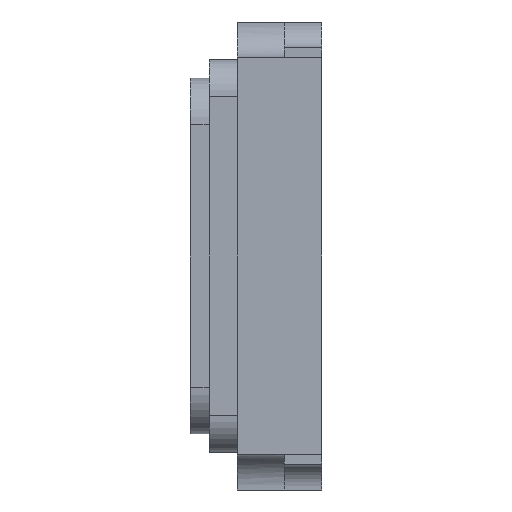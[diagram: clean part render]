
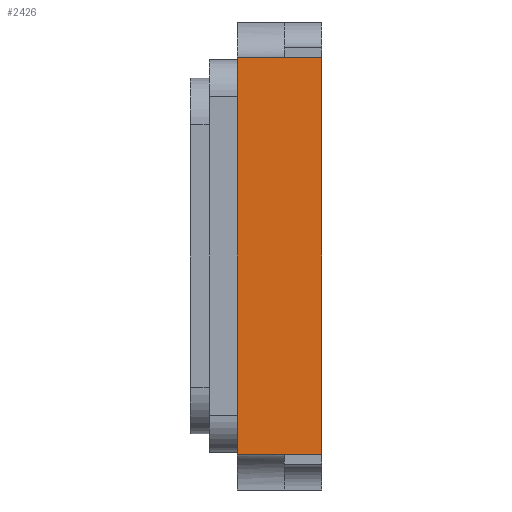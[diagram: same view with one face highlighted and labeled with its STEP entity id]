
A CAD part, left-side view. The second image highlights one B-rep face of the part: STEP entity #2426.
In plain terms, the highlighted planar face has unit normal (-1, 0, 0).
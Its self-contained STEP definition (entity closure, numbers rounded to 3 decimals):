
#160 = VECTOR ( 'NONE', #3722, 1000. ) ;
#497 = VECTOR ( 'NONE', #3534, 1000. ) ;
#669 = CARTESIAN_POINT ( 'NONE',  ( -1.6, 0.45, 1.059 ) ) ;
#680 = CARTESIAN_POINT ( 'NONE',  ( -1.6, 0., -1.059 ) ) ;
#725 = CARTESIAN_POINT ( 'NONE',  ( -1.6, 0.45, 0. ) ) ;
#824 = VERTEX_POINT ( 'NONE', #680 ) ;
#1231 = VECTOR ( 'NONE', #3165, 1000. ) ;
#1470 = EDGE_CURVE ( 'NONE', #1795, #824, #2371, .T. ) ;
#1558 = ORIENTED_EDGE ( 'NONE', *, *, #1950, .F. ) ;
#1575 = VERTEX_POINT ( 'NONE', #2708 ) ;
#1625 = CARTESIAN_POINT ( 'NONE',  ( -1.6, 0.45, -1.059 ) ) ;
#1738 = VECTOR ( 'NONE', #3135, 1000. ) ;
#1795 = VERTEX_POINT ( 'NONE', #3332 ) ;
#1950 = EDGE_CURVE ( 'NONE', #1575, #824, #3718, .T. ) ;
#1974 = ORIENTED_EDGE ( 'NONE', *, *, #4583, .F. ) ;
#2056 = EDGE_LOOP ( 'NONE', ( #1558, #1974, #4475, #3579 ) ) ;
#2371 = LINE ( 'NONE', #1625, #1738 ) ;
#2426 = ADVANCED_FACE ( 'NONE', ( #2449 ), #3147, .T. ) ;
#2449 = FACE_OUTER_BOUND ( 'NONE', #2056, .T. ) ;
#2708 = CARTESIAN_POINT ( 'NONE',  ( -1.6, 0., 1.059 ) ) ;
#3135 = DIRECTION ( 'NONE',  ( 0., -1., 0. ) ) ;
#3147 = PLANE ( 'NONE',  #4321 ) ;
#3165 = DIRECTION ( 'NONE',  ( 0., 0., -1. ) ) ;
#3242 = LINE ( 'NONE', #669, #497 ) ;
#3320 = CARTESIAN_POINT ( 'NONE',  ( -1.6, 0., 0. ) ) ;
#3332 = CARTESIAN_POINT ( 'NONE',  ( -1.6, 0.45, -1.059 ) ) ;
#3534 = DIRECTION ( 'NONE',  ( 0., -1., 0. ) ) ;
#3579 = ORIENTED_EDGE ( 'NONE', *, *, #1470, .T. ) ;
#3718 = LINE ( 'NONE', #3320, #160 ) ;
#3722 = DIRECTION ( 'NONE',  ( 0., 0., -1. ) ) ;
#3936 = LINE ( 'NONE', #725, #1231 ) ;
#4284 = EDGE_CURVE ( 'NONE', #4459, #1795, #3936, .T. ) ;
#4321 = AXIS2_PLACEMENT_3D ( 'NONE', #4559, #4543, #4525 ) ;
#4381 = CARTESIAN_POINT ( 'NONE',  ( -1.6, 0.45, 1.059 ) ) ;
#4459 = VERTEX_POINT ( 'NONE', #4381 ) ;
#4475 = ORIENTED_EDGE ( 'NONE', *, *, #4284, .T. ) ;
#4525 = DIRECTION ( 'NONE',  ( 0., 0., 1. ) ) ;
#4543 = DIRECTION ( 'NONE',  ( -1., 0., 0. ) ) ;
#4559 = CARTESIAN_POINT ( 'NONE',  ( -1.6, 0.45, 0. ) ) ;
#4583 = EDGE_CURVE ( 'NONE', #4459, #1575, #3242, .T. ) ;
